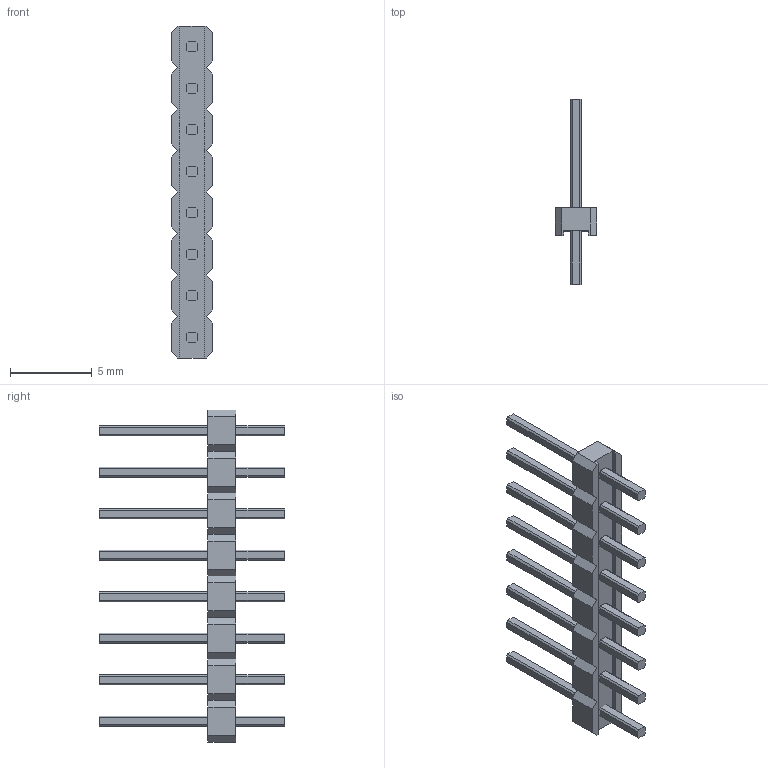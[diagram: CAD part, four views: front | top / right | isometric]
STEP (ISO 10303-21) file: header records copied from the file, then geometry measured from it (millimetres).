
FILE_DESCRIPTION (( 'STEP AP214' ), '1' );
FILE_NAME ('1x8.STEP', '2019-03-31T21:21:07', ( '' ), ( '' ), 'SwSTEP 2.0', 'SolidWorks 2014', '' );
FILE_SCHEMA (( 'AUTOMOTIVE_DESIGN' ));
Length unit declared in the file: millimetre
Products named in the file (1): 1x8
Bounding box: 2.54 x 11.34 x 20.32 mm (x, y, z)
Volume: 105.8 mm3; surface area: 382.4 mm2
Topology: 2 solids, 2 shells, 192 faces, 522 edges, 348 vertices
Faces by surface type: plane 192
Entity records: 8037 total; most frequent: CARTESIAN_POINT 1063, ORIENTED_EDGE 1044, DIRECTION 908, EDGE_CURVE 522, LINE 522, VECTOR 522, VERTEX_POINT 348, EDGE_LOOP 206
